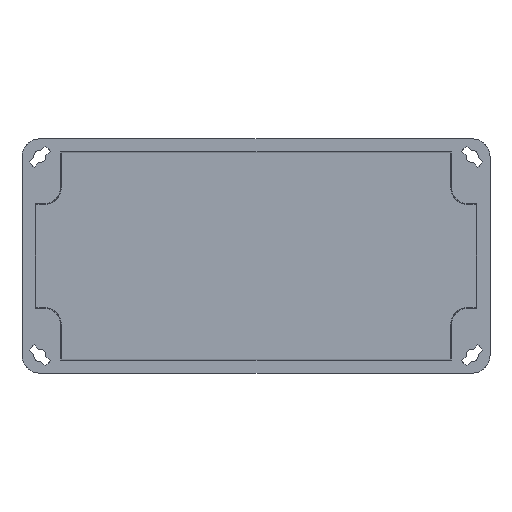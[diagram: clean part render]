
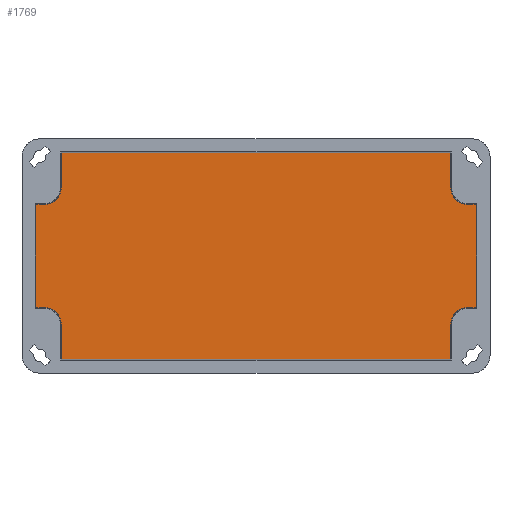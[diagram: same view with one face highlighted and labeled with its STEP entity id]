
A CAD part, front view. The second image highlights one B-rep face of the part: STEP entity #1769.
In plain terms, the highlighted planar face has unit normal (0, -1, 0).
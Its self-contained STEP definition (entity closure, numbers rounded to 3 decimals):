
#10 = CARTESIAN_POINT ( 'NONE',  ( 72.4, 12., -17.691 ) ) ;
#11 = DIRECTION ( 'NONE',  ( 0., 0., 1. ) ) ;
#12 = DIRECTION ( 'NONE',  ( 0., 1., 0. ) ) ;
#13 = CARTESIAN_POINT ( 'NONE',  ( 72.4, 12., -23.4 ) ) ;
#14 = AXIS2_PLACEMENT_3D ( 'NONE', #13, #12, #11 ) ;
#15 = CIRCLE ( 'NONE', #14, 5.709 ) ;
#104 = CARTESIAN_POINT ( 'NONE',  ( 66.691, 12., -23.4 ) ) ;
#105 = DIRECTION ( 'NONE',  ( 0., 0., 1. ) ) ;
#106 = VECTOR ( 'NONE', #105, 1000. ) ;
#107 = CARTESIAN_POINT ( 'NONE',  ( 66.691, 12., -23.4 ) ) ;
#108 = LINE ( 'NONE', #107, #106 ) ;
#268 = CARTESIAN_POINT ( 'NONE',  ( 66.691, 12., 23.4 ) ) ;
#326 = DIRECTION ( 'NONE',  ( 1., 0., 0. ) ) ;
#327 = VECTOR ( 'NONE', #326, 1000. ) ;
#328 = CARTESIAN_POINT ( 'NONE',  ( -66.9, 12., -35.391 ) ) ;
#329 = LINE ( 'NONE', #328, #327 ) ;
#330 = DIRECTION ( 'NONE',  ( 0., 0., -1. ) ) ;
#331 = VECTOR ( 'NONE', #330, 1000. ) ;
#332 = CARTESIAN_POINT ( 'NONE',  ( -66.691, 12., -23.4 ) ) ;
#333 = LINE ( 'NONE', #332, #331 ) ;
#407 = CARTESIAN_POINT ( 'NONE',  ( 66.691, 12., -35.391 ) ) ;
#408 = CARTESIAN_POINT ( 'NONE',  ( 72.4, 12., 17.691 ) ) ;
#409 = DIRECTION ( 'NONE',  ( -1., 0., 0. ) ) ;
#410 = VECTOR ( 'NONE', #409, 1000. ) ;
#411 = CARTESIAN_POINT ( 'NONE',  ( 75.6, 12., 17.691 ) ) ;
#412 = LINE ( 'NONE', #411, #410 ) ;
#413 = CARTESIAN_POINT ( 'NONE',  ( 75.391, 12., 17.691 ) ) ;
#418 = DIRECTION ( 'NONE',  ( 0., 0., 1. ) ) ;
#419 = VECTOR ( 'NONE', #418, 1000. ) ;
#420 = CARTESIAN_POINT ( 'NONE',  ( 75.391, 12., -17.9 ) ) ;
#421 = LINE ( 'NONE', #420, #419 ) ;
#422 = CARTESIAN_POINT ( 'NONE',  ( 75.391, 12., -17.691 ) ) ;
#423 = DIRECTION ( 'NONE',  ( 1., 0., 0. ) ) ;
#424 = VECTOR ( 'NONE', #423, 1000. ) ;
#425 = CARTESIAN_POINT ( 'NONE',  ( 75.6, 12., -17.691 ) ) ;
#426 = LINE ( 'NONE', #425, #424 ) ;
#439 = DIRECTION ( 'NONE',  ( 0., 0., 1. ) ) ;
#440 = DIRECTION ( 'NONE',  ( 0., 1., 0. ) ) ;
#441 = CARTESIAN_POINT ( 'NONE',  ( 74.1, 12., -34.1 ) ) ;
#442 = AXIS2_PLACEMENT_3D ( 'NONE', #441, #440, #439 ) ;
#443 = PLANE ( 'NONE',  #442 ) ;
#444 = FACE_OUTER_BOUND ( 'NONE', #1771, .T. ) ;
#696 = LINE ( 'NONE', #948, #947 ) ;
#697 = CARTESIAN_POINT ( 'NONE',  ( -75.391, 12., -17.691 ) ) ;
#698 = CARTESIAN_POINT ( 'NONE',  ( -75.391, 12., 17.691 ) ) ;
#699 = DIRECTION ( 'NONE',  ( 0., 0., -1. ) ) ;
#700 = VECTOR ( 'NONE', #699, 1000. ) ;
#701 = CARTESIAN_POINT ( 'NONE',  ( -75.391, 12., -17.9 ) ) ;
#702 = LINE ( 'NONE', #701, #700 ) ;
#709 = DIRECTION ( 'NONE',  ( -1., 0., 0. ) ) ;
#710 = VECTOR ( 'NONE', #709, 1000. ) ;
#711 = CARTESIAN_POINT ( 'NONE',  ( -75.6, 12., 17.691 ) ) ;
#712 = LINE ( 'NONE', #711, #710 ) ;
#713 = CARTESIAN_POINT ( 'NONE',  ( -72.4, 12., 17.691 ) ) ;
#714 = DIRECTION ( 'NONE',  ( 0., 0., 1. ) ) ;
#715 = DIRECTION ( 'NONE',  ( 0., 1., 0. ) ) ;
#716 = CARTESIAN_POINT ( 'NONE',  ( -72.4, 12., 23.4 ) ) ;
#717 = AXIS2_PLACEMENT_3D ( 'NONE', #716, #715, #714 ) ;
#718 = CIRCLE ( 'NONE', #717, 5.709 ) ;
#725 = CARTESIAN_POINT ( 'NONE',  ( -66.691, 12., 23.4 ) ) ;
#726 = DIRECTION ( 'NONE',  ( 0., 0., -1. ) ) ;
#727 = VECTOR ( 'NONE', #726, 1000. ) ;
#728 = CARTESIAN_POINT ( 'NONE',  ( -66.691, 12., 23.4 ) ) ;
#729 = LINE ( 'NONE', #728, #727 ) ;
#823 = CARTESIAN_POINT ( 'NONE',  ( -66.691, 12., 35.391 ) ) ;
#824 = DIRECTION ( 'NONE',  ( -1., 0., 0. ) ) ;
#825 = VECTOR ( 'NONE', #824, 1000. ) ;
#826 = CARTESIAN_POINT ( 'NONE',  ( -66.9, 12., 35.391 ) ) ;
#827 = LINE ( 'NONE', #826, #825 ) ;
#828 = CARTESIAN_POINT ( 'NONE',  ( 66.691, 12., 35.391 ) ) ;
#829 = DIRECTION ( 'NONE',  ( 0., 0., 1. ) ) ;
#830 = VECTOR ( 'NONE', #829, 1000. ) ;
#831 = CARTESIAN_POINT ( 'NONE',  ( 66.691, 12., 23.4 ) ) ;
#832 = LINE ( 'NONE', #831, #830 ) ;
#833 = DIRECTION ( 'NONE',  ( 0., 0., 1. ) ) ;
#834 = DIRECTION ( 'NONE',  ( 0., 1., 0. ) ) ;
#835 = CARTESIAN_POINT ( 'NONE',  ( 72.4, 12., 23.4 ) ) ;
#836 = AXIS2_PLACEMENT_3D ( 'NONE', #835, #834, #833 ) ;
#837 = CIRCLE ( 'NONE', #836, 5.709 ) ;
#938 = CARTESIAN_POINT ( 'NONE',  ( -66.691, 12., -35.391 ) ) ;
#939 = CARTESIAN_POINT ( 'NONE',  ( -66.691, 12., -23.4 ) ) ;
#940 = DIRECTION ( 'NONE',  ( 0., 0., 1. ) ) ;
#941 = DIRECTION ( 'NONE',  ( 0., 1., 0. ) ) ;
#942 = CARTESIAN_POINT ( 'NONE',  ( -72.4, 12., -23.4 ) ) ;
#943 = AXIS2_PLACEMENT_3D ( 'NONE', #942, #941, #940 ) ;
#944 = CIRCLE ( 'NONE', #943, 5.709 ) ;
#945 = CARTESIAN_POINT ( 'NONE',  ( -72.4, 12., -17.691 ) ) ;
#946 = DIRECTION ( 'NONE',  ( 1., 0., 0. ) ) ;
#947 = VECTOR ( 'NONE', #946, 1000. ) ;
#948 = CARTESIAN_POINT ( 'NONE',  ( -75.6, 12., -17.691 ) ) ;
#1333 = EDGE_CURVE ( 'NONE', #1651, #1818, #837, .T. ) ;
#1334 = ORIENTED_EDGE ( 'NONE', *, *, #1335, .T. ) ;
#1335 = EDGE_CURVE ( 'NONE', #1818, #1336, #832, .T. ) ;
#1336 = VERTEX_POINT ( 'NONE', #828 ) ;
#1337 = ORIENTED_EDGE ( 'NONE', *, *, #1338, .T. ) ;
#1338 = EDGE_CURVE ( 'NONE', #1336, #1339, #827, .T. ) ;
#1339 = VERTEX_POINT ( 'NONE', #823 ) ;
#1340 = ORIENTED_EDGE ( 'NONE', *, *, #1341, .T. ) ;
#1341 = EDGE_CURVE ( 'NONE', #1339, #1342, #729, .T. ) ;
#1342 = VERTEX_POINT ( 'NONE', #725 ) ;
#1343 = ORIENTED_EDGE ( 'NONE', *, *, #1345, .T. ) ;
#1345 = EDGE_CURVE ( 'NONE', #1342, #1346, #718, .T. ) ;
#1346 = VERTEX_POINT ( 'NONE', #713 ) ;
#1347 = ORIENTED_EDGE ( 'NONE', *, *, #1348, .T. ) ;
#1348 = EDGE_CURVE ( 'NONE', #1346, #1353, #712, .T. ) ;
#1351 = ORIENTED_EDGE ( 'NONE', *, *, #1352, .T. ) ;
#1352 = EDGE_CURVE ( 'NONE', #1353, #1354, #702, .T. ) ;
#1353 = VERTEX_POINT ( 'NONE', #698 ) ;
#1354 = VERTEX_POINT ( 'NONE', #697 ) ;
#1355 = ORIENTED_EDGE ( 'NONE', *, *, #1356, .T. ) ;
#1356 = EDGE_CURVE ( 'NONE', #1354, #1357, #696, .T. ) ;
#1357 = VERTEX_POINT ( 'NONE', #945 ) ;
#1358 = ORIENTED_EDGE ( 'NONE', *, *, #1359, .T. ) ;
#1359 = EDGE_CURVE ( 'NONE', #1357, #1360, #944, .T. ) ;
#1360 = VERTEX_POINT ( 'NONE', #939 ) ;
#1361 = ORIENTED_EDGE ( 'NONE', *, *, #1819, .T. ) ;
#1362 = VERTEX_POINT ( 'NONE', #938 ) ;
#1530 = EDGE_CURVE ( 'NONE', #1653, #1531, #108, .T. ) ;
#1531 = VERTEX_POINT ( 'NONE', #104 ) ;
#1532 = ORIENTED_EDGE ( 'NONE', *, *, #1533, .T. ) ;
#1533 = EDGE_CURVE ( 'NONE', #1531, #1534, #15, .T. ) ;
#1534 = VERTEX_POINT ( 'NONE', #10 ) ;
#1535 = ORIENTED_EDGE ( 'NONE', *, *, #1642, .T. ) ;
#1642 = EDGE_CURVE ( 'NONE', #1534, #1643, #426, .T. ) ;
#1643 = VERTEX_POINT ( 'NONE', #422 ) ;
#1644 = ORIENTED_EDGE ( 'NONE', *, *, #1645, .T. ) ;
#1645 = EDGE_CURVE ( 'NONE', #1643, #1648, #421, .T. ) ;
#1648 = VERTEX_POINT ( 'NONE', #413 ) ;
#1649 = ORIENTED_EDGE ( 'NONE', *, *, #1650, .T. ) ;
#1650 = EDGE_CURVE ( 'NONE', #1648, #1651, #412, .T. ) ;
#1651 = VERTEX_POINT ( 'NONE', #408 ) ;
#1652 = ORIENTED_EDGE ( 'NONE', *, *, #1333, .T. ) ;
#1653 = VERTEX_POINT ( 'NONE', #407 ) ;
#1654 = ORIENTED_EDGE ( 'NONE', *, *, #1530, .T. ) ;
#1769 = ADVANCED_FACE ( 'NONE', ( #444 ), #443, .F. ) ;
#1771 = EDGE_LOOP ( 'NONE', ( #1351, #1355, #1358, #1361, #1820, #1654, #1532, #1535, #1644, #1649, #1652, #1334, #1337, #1340, #1343, #1347 ) ) ;
#1818 = VERTEX_POINT ( 'NONE', #268 ) ;
#1819 = EDGE_CURVE ( 'NONE', #1360, #1362, #333, .T. ) ;
#1820 = ORIENTED_EDGE ( 'NONE', *, *, #1821, .T. ) ;
#1821 = EDGE_CURVE ( 'NONE', #1362, #1653, #329, .T. ) ;
